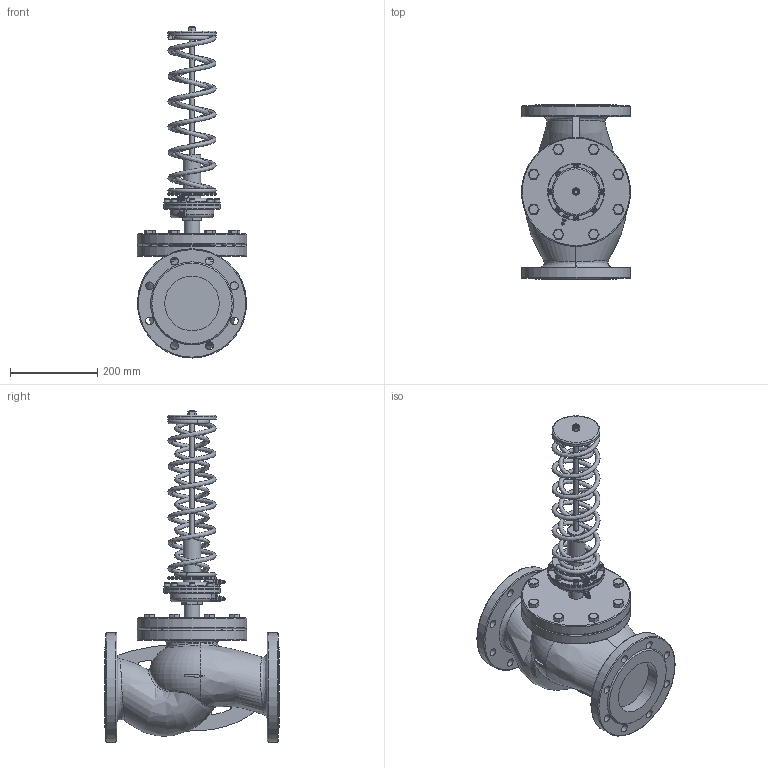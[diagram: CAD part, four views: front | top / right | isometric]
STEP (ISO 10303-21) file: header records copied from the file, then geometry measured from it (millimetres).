
FILE_DESCRIPTION(('STEP AP214'), '1');
FILE_NAME('Ðåãóëÿòîðû ïåðåïàäà äàâëåíèÿ ÂÐÏÄ', '', ('UNSPECIFIED'), ('UNSPECIFIED'), 'C3D Converter', 'C3D Toolkit', '');
FILE_SCHEMA(('AUTOMOTIVE_DESIGN { 1 0 10303 214 3 1 1}'));
Length unit declared in the file: millimetre
Products named in the file (7): -10
Assembly tree (21 placements, depth 3):
  -10
    -10
      (unnamed)  x8
    -10
      (unnamed)  x8
      (unnamed)  x2
      (unnamed)
Bounding box: 250 x 400 x 760 mm (x, y, z)
Volume: 13992010 mm3; surface area: 927850.8 mm2
Topology: 27 solids, 27 shells, 593 faces, 1283 edges, 789 vertices
Faces by surface type: plane 292, cylinder 119, cone 94, torus 46, bspline 36, sphere 4, revolution 1, extrusion 1
Full cylindrical faces by diameter (mm): 1.7 x2, 2.7 x4, 6 x18, 6.5 x4, 8 x10, 8.5 x4, 8.917 x1, 10 x4, 13 x8, 16 x8, 18 x24, 35 x1, 40 x2, 110 x2, 125 x2, 130 x2, 250 x4
Entity records: 30681 total; most frequent: CARTESIAN_POINT 22086, DIRECTION 1189, ORIENTED_EDGE 1100, EDGE_CURVE 550, AXIS2_PLACEMENT_3D 529, EDGE_LOOP 502, VERTEX_POINT 408, ADVANCED_FACE 302
